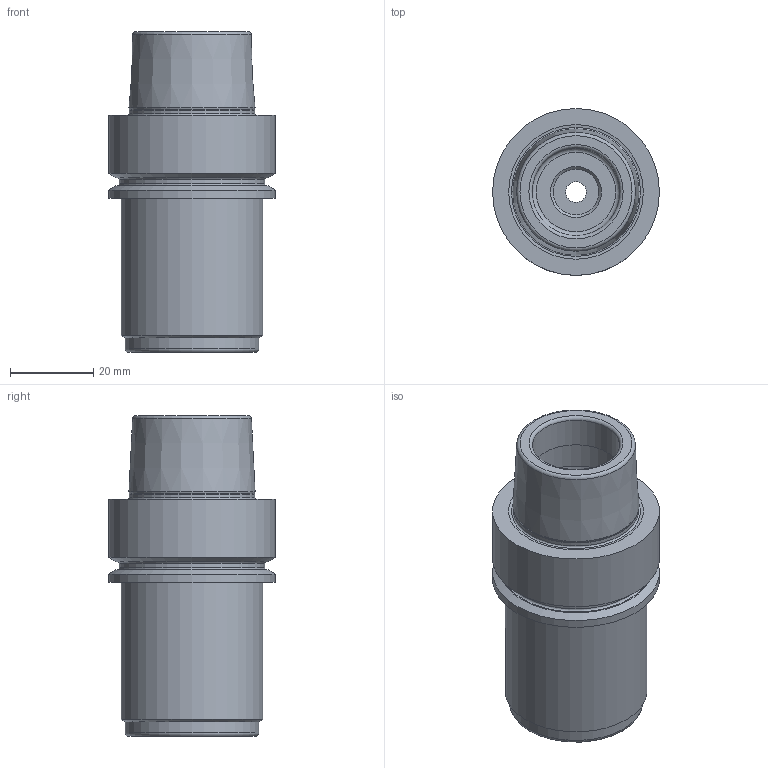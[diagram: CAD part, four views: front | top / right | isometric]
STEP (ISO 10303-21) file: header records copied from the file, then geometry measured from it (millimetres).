
FILE_DESCRIPTION(/* description */ (''),/* implementation_level */ '2;1');
FILE_NAME(/* name */ '554012520.stp',/* time_stamp */ '2021-06-01T08:15:06',/* author */ ('LRA'),/* organization */ ('REGO-FIX'),/* preprocessor_version */ ' Unknown',/* originating_system */ 'SIEMENS PLM Software Solid Edge ST10',/* authorization */ 'Unknown');
FILE_SCHEMA (('AUTOMOTIVE_DESIGN { 1 0 10303 214 2 1 1}'));
Length unit declared in the file: millimetre
Products named in the file (1): 0008980
Bounding box: 40 x 40 x 76.9 mm (x, y, z)
Volume: 46151 mm3; surface area: 15388.3 mm2
Topology: 1 solids, 1 shells, 43 faces, 81 edges, 47 vertices
Faces by surface type: cylinder 13, torus 11, cone 10, plane 9
Full cylindrical faces by diameter (mm): 5 x1, 11 x1, 12.6 x1, 18 x1, 21 x2, 25.5 x1, 30.008 x1, 32 x1, 34 x1, 34.8 x1, 40 x2
Entity records: 912 total; most frequent: DIRECTION 180, CARTESIAN_POINT 133, AXIS2_PLACEMENT_3D 90, ORIENTED_EDGE 86, EDGE_LOOP 86, FACE_BOUND 86, EDGE_CURVE 43, VERTEX_POINT 43
